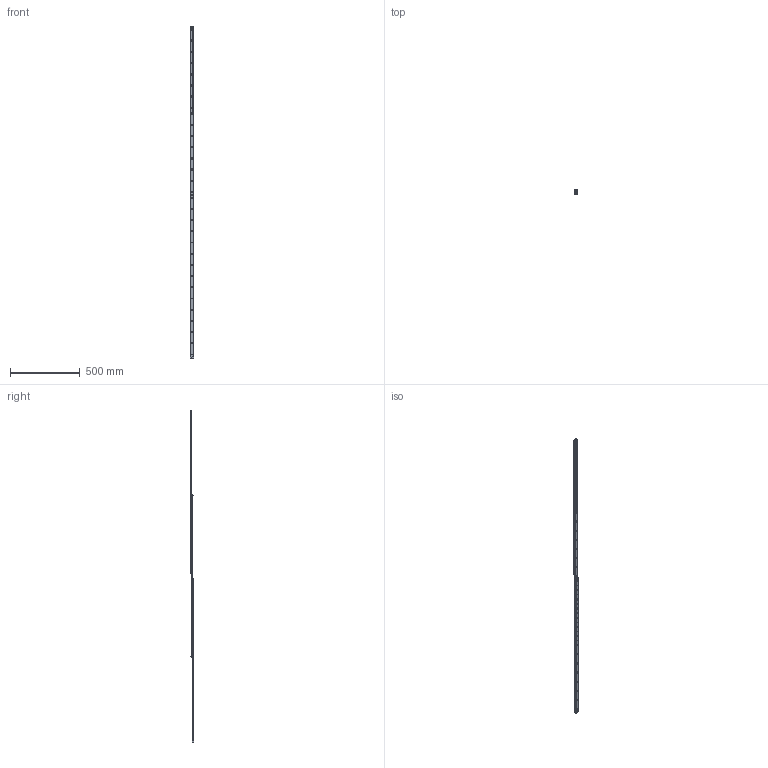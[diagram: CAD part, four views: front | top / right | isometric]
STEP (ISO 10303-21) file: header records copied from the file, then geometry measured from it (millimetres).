
FILE_DESCRIPTION((''),'2;1');
FILE_NAME('LCAD 28H-1170.stp','2011-05-02T12:15:51',('MKoza'),(''),'Autodesk Inventor 2009','Autodesk Inventor 2009','');
FILE_SCHEMA(('AUTOMOTIVE_DESIGN { 1 0 10303 214 1 1 1 1 }'));
Length unit declared in the file: millimetre
Products named in the file (9): LCAD 28H; LCM 28H; LLMD 28H; LLMG 28H; KF.LCA 28H; DIN 7991 - ersetzt durch DIN EN ISO 10642 M5  x  12; + AS.L 28H 4x3,8; + VKB.L 28H 4x7; + SC M4x0,35 DIN 1207
Assembly tree (31 placements, depth 2):
  LCAD 28H
    LCM 28H  x2
    LLMD 28H
    LLMG 28H
    KF.LCA 28H  x2
    DIN 7991 - ersetzt durch DIN EN ISO 10642 M5  x  12  x15
    + AS.L 28H 4x3,8  x4
    + VKB.L 28H 4x7  x4
    + SC M4x0,35 DIN 1207  x2
Bounding box: 28 x 26 x 2372 mm (x, y, z)
Volume: 643848.7 mm3; surface area: 414103.8 mm2
Topology: 31 solids, 31 shells, 589 faces, 1423 edges, 902 vertices
Faces by surface type: plane 284, bspline 132, cylinder 110, cone 57, torus 6
Full cylindrical faces by diameter (mm): 4 x10, 5 x19, 9.43 x15
Entity records: 8840 total; most frequent: CARTESIAN_POINT 2916, DIRECTION 1142, ORIENTED_EDGE 1024, EDGE_CURVE 512, EDGE_LOOP 466, AXIS2_PLACEMENT_3D 456, VERTEX_POINT 396, CIRCLE 268
